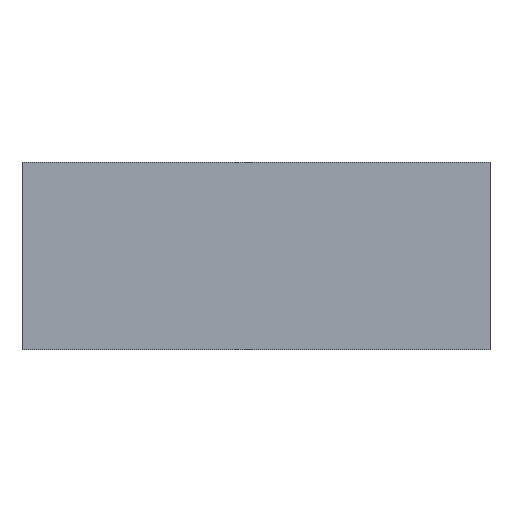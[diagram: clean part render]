
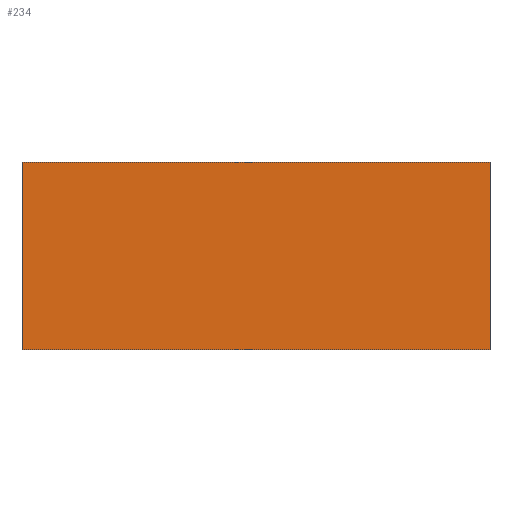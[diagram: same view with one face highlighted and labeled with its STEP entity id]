
A CAD part, front view. The second image highlights one B-rep face of the part: STEP entity #234.
In plain terms, the highlighted planar face has unit normal (0, -1, 0).
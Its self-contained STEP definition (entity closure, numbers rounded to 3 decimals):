
#10 = CARTESIAN_POINT ( 'NONE',  ( 25., 0., 0. ) ) ;
#18 = VERTEX_POINT ( 'NONE', #52 ) ;
#27 = CARTESIAN_POINT ( 'NONE',  ( 0., 0., 0. ) ) ;
#39 = DIRECTION ( 'NONE',  ( 1., 0., 0. ) ) ;
#47 = FACE_OUTER_BOUND ( 'NONE', #69, .T. ) ;
#48 = LINE ( 'NONE', #142, #114 ) ;
#51 = LINE ( 'NONE', #171, #232 ) ;
#52 = CARTESIAN_POINT ( 'NONE',  ( 25., 0., 10. ) ) ;
#69 = EDGE_LOOP ( 'NONE', ( #139, #90, #107, #179 ) ) ;
#82 = CARTESIAN_POINT ( 'NONE',  ( 0., 0., 0. ) ) ;
#84 = VECTOR ( 'NONE', #172, 1000. ) ;
#85 = LINE ( 'NONE', #87, #84 ) ;
#87 = CARTESIAN_POINT ( 'NONE',  ( 25., 0., 10. ) ) ;
#90 = ORIENTED_EDGE ( 'NONE', *, *, #199, .F. ) ;
#95 = VECTOR ( 'NONE', #201, 1000. ) ;
#103 = AXIS2_PLACEMENT_3D ( 'NONE', #27, #213, #197 ) ;
#107 = ORIENTED_EDGE ( 'NONE', *, *, #237, .F. ) ;
#114 = VECTOR ( 'NONE', #177, 1000. ) ;
#139 = ORIENTED_EDGE ( 'NONE', *, *, #166, .F. ) ;
#142 = CARTESIAN_POINT ( 'NONE',  ( 0., 0., 0. ) ) ;
#149 = CARTESIAN_POINT ( 'NONE',  ( 0., 0., 10. ) ) ;
#151 = EDGE_CURVE ( 'NONE', #18, #229, #85, .T. ) ;
#153 = PLANE ( 'NONE',  #103 ) ;
#166 = EDGE_CURVE ( 'NONE', #186, #18, #51, .T. ) ;
#171 = CARTESIAN_POINT ( 'NONE',  ( 0., 0., 10. ) ) ;
#172 = DIRECTION ( 'NONE',  ( 0., 0., -1. ) ) ;
#177 = DIRECTION ( 'NONE',  ( 0., 0., 1. ) ) ;
#179 = ORIENTED_EDGE ( 'NONE', *, *, #151, .F. ) ;
#181 = CARTESIAN_POINT ( 'NONE',  ( 25., 0., 0. ) ) ;
#186 = VERTEX_POINT ( 'NONE', #149 ) ;
#197 = DIRECTION ( 'NONE',  ( 1., 0., 0. ) ) ;
#199 = EDGE_CURVE ( 'NONE', #220, #186, #48, .T. ) ;
#201 = DIRECTION ( 'NONE',  ( -1., 0., 0. ) ) ;
#213 = DIRECTION ( 'NONE',  ( 0., 1., 0. ) ) ;
#220 = VERTEX_POINT ( 'NONE', #82 ) ;
#221 = LINE ( 'NONE', #181, #95 ) ;
#229 = VERTEX_POINT ( 'NONE', #10 ) ;
#232 = VECTOR ( 'NONE', #39, 1000. ) ;
#234 = ADVANCED_FACE ( 'NONE', ( #47 ), #153, .F. ) ;
#237 = EDGE_CURVE ( 'NONE', #229, #220, #221, .T. ) ;
